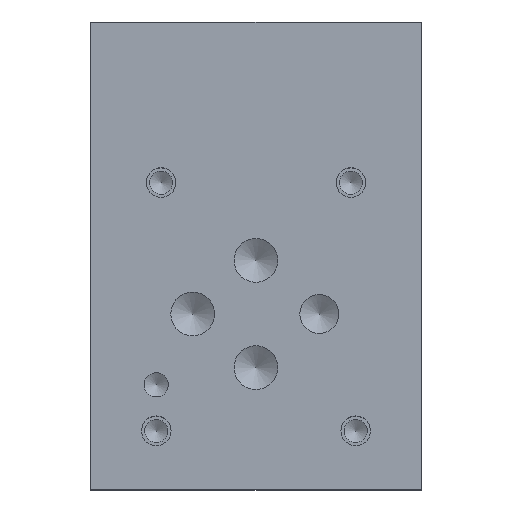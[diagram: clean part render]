
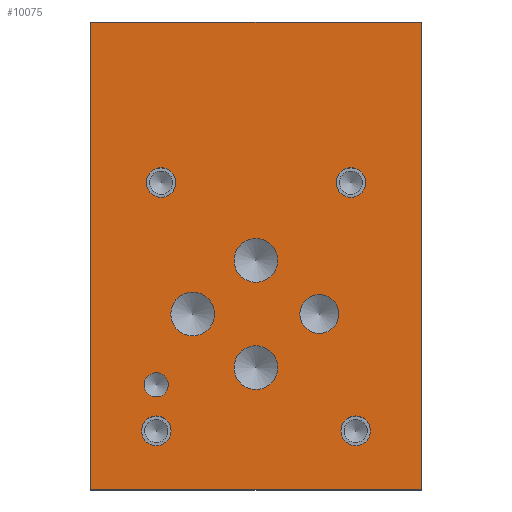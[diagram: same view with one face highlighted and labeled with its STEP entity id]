
A CAD part, top view. The second image highlights one B-rep face of the part: STEP entity #10075.
In plain terms, the highlighted planar face has unit normal (0, 0, 1).
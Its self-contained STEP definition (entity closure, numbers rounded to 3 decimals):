
#78=CIRCLE('',#10391,3.175);
#79=CIRCLE('',#10392,3.175);
#82=CIRCLE('',#10397,3.569);
#83=CIRCLE('',#10398,3.569);
#86=CIRCLE('',#10403,3.569);
#87=CIRCLE('',#10404,3.569);
#90=CIRCLE('',#10409,3.569);
#91=CIRCLE('',#10410,3.569);
#94=CIRCLE('',#10415,1.981);
#95=CIRCLE('',#10416,1.981);
#101=CIRCLE('',#10425,2.413);
#102=CIRCLE('',#10426,2.413);
#108=CIRCLE('',#10436,2.413);
#109=CIRCLE('',#10437,2.413);
#115=CIRCLE('',#10447,2.413);
#116=CIRCLE('',#10448,2.413);
#122=CIRCLE('',#10458,2.413);
#123=CIRCLE('',#10459,2.413);
#369=FACE_BOUND('',#1852,.T.);
#370=FACE_BOUND('',#1853,.T.);
#371=FACE_BOUND('',#1854,.T.);
#372=FACE_BOUND('',#1855,.T.);
#373=FACE_BOUND('',#1856,.T.);
#374=FACE_BOUND('',#1857,.T.);
#375=FACE_BOUND('',#1858,.T.);
#376=FACE_BOUND('',#1859,.T.);
#377=FACE_BOUND('',#1860,.T.);
#1269=FACE_OUTER_BOUND('',#1851,.T.);
#1851=EDGE_LOOP('',(#8849,#8850,#8851,#8852));
#1852=EDGE_LOOP('',(#8853,#8854));
#1853=EDGE_LOOP('',(#8855,#8856));
#1854=EDGE_LOOP('',(#8857,#8858));
#1855=EDGE_LOOP('',(#8859,#8860));
#1856=EDGE_LOOP('',(#8861,#8862));
#1857=EDGE_LOOP('',(#8863,#8864));
#1858=EDGE_LOOP('',(#8865,#8866));
#1859=EDGE_LOOP('',(#8867,#8868));
#1860=EDGE_LOOP('',(#8869,#8870));
#2139=LINE('',#14858,#3085);
#2629=LINE('',#16372,#3575);
#2687=LINE('',#16643,#3633);
#2807=LINE('',#17282,#3753);
#3085=VECTOR('',#11111,10.);
#3575=VECTOR('',#11953,10.);
#3633=VECTOR('',#12065,10.);
#3753=VECTOR('',#12797,10.);
#4058=VERTEX_POINT('',#14855);
#4059=VERTEX_POINT('',#14857);
#4427=VERTEX_POINT('',#16370);
#4485=VERTEX_POINT('',#16642);
#4513=VERTEX_POINT('',#16718);
#4514=VERTEX_POINT('',#16719);
#4518=VERTEX_POINT('',#16731);
#4519=VERTEX_POINT('',#16732);
#4523=VERTEX_POINT('',#16744);
#4524=VERTEX_POINT('',#16745);
#4528=VERTEX_POINT('',#16757);
#4529=VERTEX_POINT('',#16758);
#4533=VERTEX_POINT('',#16770);
#4534=VERTEX_POINT('',#16771);
#4541=VERTEX_POINT('',#16790);
#4542=VERTEX_POINT('',#16791);
#4549=VERTEX_POINT('',#16812);
#4550=VERTEX_POINT('',#16813);
#4557=VERTEX_POINT('',#16834);
#4558=VERTEX_POINT('',#16835);
#4565=VERTEX_POINT('',#16856);
#4566=VERTEX_POINT('',#16857);
#5154=EDGE_CURVE('',#4059,#4058,#2139,.T.);
#5706=EDGE_CURVE('',#4058,#4427,#2629,.T.);
#5788=EDGE_CURVE('',#4485,#4059,#2687,.T.);
#5825=EDGE_CURVE('',#4513,#4514,#78,.T.);
#5826=EDGE_CURVE('',#4514,#4513,#79,.T.);
#5831=EDGE_CURVE('',#4518,#4519,#82,.T.);
#5832=EDGE_CURVE('',#4519,#4518,#83,.T.);
#5837=EDGE_CURVE('',#4523,#4524,#86,.T.);
#5838=EDGE_CURVE('',#4524,#4523,#87,.T.);
#5843=EDGE_CURVE('',#4528,#4529,#90,.T.);
#5844=EDGE_CURVE('',#4529,#4528,#91,.T.);
#5849=EDGE_CURVE('',#4533,#4534,#94,.T.);
#5850=EDGE_CURVE('',#4534,#4533,#95,.T.);
#5858=EDGE_CURVE('',#4541,#4542,#101,.T.);
#5859=EDGE_CURVE('',#4542,#4541,#102,.T.);
#5868=EDGE_CURVE('',#4549,#4550,#108,.T.);
#5869=EDGE_CURVE('',#4550,#4549,#109,.T.);
#5878=EDGE_CURVE('',#4557,#4558,#115,.T.);
#5879=EDGE_CURVE('',#4558,#4557,#116,.T.);
#5888=EDGE_CURVE('',#4565,#4566,#122,.T.);
#5889=EDGE_CURVE('',#4566,#4565,#123,.T.);
#6090=EDGE_CURVE('',#4427,#4485,#2807,.T.);
#8849=ORIENTED_EDGE('',*,*,#5154,.T.);
#8850=ORIENTED_EDGE('',*,*,#5706,.T.);
#8851=ORIENTED_EDGE('',*,*,#6090,.T.);
#8852=ORIENTED_EDGE('',*,*,#5788,.T.);
#8853=ORIENTED_EDGE('',*,*,#5825,.T.);
#8854=ORIENTED_EDGE('',*,*,#5826,.T.);
#8855=ORIENTED_EDGE('',*,*,#5831,.T.);
#8856=ORIENTED_EDGE('',*,*,#5832,.T.);
#8857=ORIENTED_EDGE('',*,*,#5837,.T.);
#8858=ORIENTED_EDGE('',*,*,#5838,.T.);
#8859=ORIENTED_EDGE('',*,*,#5843,.T.);
#8860=ORIENTED_EDGE('',*,*,#5844,.T.);
#8861=ORIENTED_EDGE('',*,*,#5849,.T.);
#8862=ORIENTED_EDGE('',*,*,#5850,.T.);
#8863=ORIENTED_EDGE('',*,*,#5858,.T.);
#8864=ORIENTED_EDGE('',*,*,#5859,.T.);
#8865=ORIENTED_EDGE('',*,*,#5868,.T.);
#8866=ORIENTED_EDGE('',*,*,#5869,.T.);
#8867=ORIENTED_EDGE('',*,*,#5878,.T.);
#8868=ORIENTED_EDGE('',*,*,#5879,.T.);
#8869=ORIENTED_EDGE('',*,*,#5888,.T.);
#8870=ORIENTED_EDGE('',*,*,#5889,.T.);
#9171=PLANE('',#10678);
#10075=ADVANCED_FACE('',(#1269,#369,#370,#371,#372,#373,#374,#375,#376,
#377),#9171,.T.);
#10391=AXIS2_PLACEMENT_3D('',#16720,#12134,#12135);
#10392=AXIS2_PLACEMENT_3D('',#16721,#12136,#12137);
#10397=AXIS2_PLACEMENT_3D('',#16733,#12148,#12149);
#10398=AXIS2_PLACEMENT_3D('',#16734,#12150,#12151);
#10403=AXIS2_PLACEMENT_3D('',#16746,#12162,#12163);
#10404=AXIS2_PLACEMENT_3D('',#16747,#12164,#12165);
#10409=AXIS2_PLACEMENT_3D('',#16759,#12176,#12177);
#10410=AXIS2_PLACEMENT_3D('',#16760,#12178,#12179);
#10415=AXIS2_PLACEMENT_3D('',#16772,#12190,#12191);
#10416=AXIS2_PLACEMENT_3D('',#16773,#12192,#12193);
#10425=AXIS2_PLACEMENT_3D('',#16792,#12212,#12213);
#10426=AXIS2_PLACEMENT_3D('',#16793,#12214,#12215);
#10436=AXIS2_PLACEMENT_3D('',#16814,#12237,#12238);
#10437=AXIS2_PLACEMENT_3D('',#16815,#12239,#12240);
#10447=AXIS2_PLACEMENT_3D('',#16836,#12262,#12263);
#10448=AXIS2_PLACEMENT_3D('',#16837,#12264,#12265);
#10458=AXIS2_PLACEMENT_3D('',#16858,#12287,#12288);
#10459=AXIS2_PLACEMENT_3D('',#16859,#12289,#12290);
#10678=AXIS2_PLACEMENT_3D('',#17285,#12802,#12803);
#11111=DIRECTION('',(1.,0.,0.));
#11953=DIRECTION('',(0.,1.,0.));
#12065=DIRECTION('',(0.,-1.,0.));
#12134=DIRECTION('center_axis',(0.,0.,-1.));
#12135=DIRECTION('ref_axis',(1.,0.,0.));
#12136=DIRECTION('center_axis',(0.,0.,-1.));
#12137=DIRECTION('ref_axis',(1.,0.,0.));
#12148=DIRECTION('center_axis',(0.,0.,-1.));
#12149=DIRECTION('ref_axis',(1.,0.,0.));
#12150=DIRECTION('center_axis',(0.,0.,-1.));
#12151=DIRECTION('ref_axis',(1.,0.,0.));
#12162=DIRECTION('center_axis',(0.,0.,-1.));
#12163=DIRECTION('ref_axis',(1.,0.,0.));
#12164=DIRECTION('center_axis',(0.,0.,-1.));
#12165=DIRECTION('ref_axis',(1.,0.,0.));
#12176=DIRECTION('center_axis',(0.,0.,-1.));
#12177=DIRECTION('ref_axis',(1.,0.,0.));
#12178=DIRECTION('center_axis',(0.,0.,-1.));
#12179=DIRECTION('ref_axis',(1.,0.,0.));
#12190=DIRECTION('center_axis',(0.,0.,-1.));
#12191=DIRECTION('ref_axis',(1.,0.,0.));
#12192=DIRECTION('center_axis',(0.,0.,-1.));
#12193=DIRECTION('ref_axis',(1.,0.,0.));
#12212=DIRECTION('center_axis',(0.,0.,-1.));
#12213=DIRECTION('ref_axis',(1.,0.,0.));
#12214=DIRECTION('center_axis',(0.,0.,-1.));
#12215=DIRECTION('ref_axis',(1.,0.,0.));
#12237=DIRECTION('center_axis',(0.,0.,-1.));
#12238=DIRECTION('ref_axis',(1.,0.,0.));
#12239=DIRECTION('center_axis',(0.,0.,-1.));
#12240=DIRECTION('ref_axis',(1.,0.,0.));
#12262=DIRECTION('center_axis',(0.,0.,-1.));
#12263=DIRECTION('ref_axis',(1.,0.,0.));
#12264=DIRECTION('center_axis',(0.,0.,-1.));
#12265=DIRECTION('ref_axis',(1.,0.,0.));
#12287=DIRECTION('center_axis',(0.,0.,-1.));
#12288=DIRECTION('ref_axis',(1.,0.,0.));
#12289=DIRECTION('center_axis',(0.,0.,-1.));
#12290=DIRECTION('ref_axis',(1.,0.,0.));
#12797=DIRECTION('',(-1.,0.,0.));
#12802=DIRECTION('center_axis',(0.,0.,1.));
#12803=DIRECTION('ref_axis',(1.,0.,0.));
#14855=CARTESIAN_POINT('',(53.975,0.,76.2));
#14857=CARTESIAN_POINT('',(0.,0.,76.2));
#14858=CARTESIAN_POINT('',(0.,0.,76.2));
#16370=CARTESIAN_POINT('',(53.975,76.2,76.2));
#16372=CARTESIAN_POINT('',(53.975,0.,76.2));
#16642=CARTESIAN_POINT('',(0.,76.2,76.2));
#16643=CARTESIAN_POINT('',(0.,76.2,76.2));
#16718=CARTESIAN_POINT('',(40.488,28.575,76.2));
#16719=CARTESIAN_POINT('',(34.138,28.575,76.2));
#16720=CARTESIAN_POINT('Origin',(37.313,28.575,76.2));
#16721=CARTESIAN_POINT('Origin',(37.313,28.575,76.2));
#16731=CARTESIAN_POINT('',(30.544,37.313,76.2));
#16732=CARTESIAN_POINT('',(23.406,37.313,76.2));
#16733=CARTESIAN_POINT('Origin',(26.975,37.313,76.2));
#16734=CARTESIAN_POINT('Origin',(26.975,37.313,76.2));
#16744=CARTESIAN_POINT('',(20.231,28.575,76.2));
#16745=CARTESIAN_POINT('',(13.094,28.575,76.2));
#16746=CARTESIAN_POINT('Origin',(16.662,28.575,76.2));
#16747=CARTESIAN_POINT('Origin',(16.662,28.575,76.2));
#16757=CARTESIAN_POINT('',(30.544,19.837,76.2));
#16758=CARTESIAN_POINT('',(23.406,19.837,76.2));
#16759=CARTESIAN_POINT('Origin',(26.975,19.837,76.2));
#16760=CARTESIAN_POINT('Origin',(26.975,19.837,76.2));
#16770=CARTESIAN_POINT('',(12.7,17.018,76.2));
#16771=CARTESIAN_POINT('',(8.738,17.018,76.2));
#16772=CARTESIAN_POINT('Origin',(10.719,17.018,76.2));
#16773=CARTESIAN_POINT('Origin',(10.719,17.018,76.2));
#16790=CARTESIAN_POINT('',(45.669,9.525,76.2));
#16791=CARTESIAN_POINT('',(40.843,9.525,76.2));
#16792=CARTESIAN_POINT('Origin',(43.256,9.525,76.2));
#16793=CARTESIAN_POINT('Origin',(43.256,9.525,76.2));
#16812=CARTESIAN_POINT('',(13.919,50.013,76.2));
#16813=CARTESIAN_POINT('',(9.093,50.013,76.2));
#16814=CARTESIAN_POINT('Origin',(11.506,50.013,76.2));
#16815=CARTESIAN_POINT('Origin',(11.506,50.013,76.2));
#16834=CARTESIAN_POINT('',(44.882,50.013,76.2));
#16835=CARTESIAN_POINT('',(40.056,50.013,76.2));
#16836=CARTESIAN_POINT('Origin',(42.469,50.013,76.2));
#16837=CARTESIAN_POINT('Origin',(42.469,50.013,76.2));
#16856=CARTESIAN_POINT('',(13.132,9.525,76.2));
#16857=CARTESIAN_POINT('',(8.306,9.525,76.2));
#16858=CARTESIAN_POINT('Origin',(10.719,9.525,76.2));
#16859=CARTESIAN_POINT('Origin',(10.719,9.525,76.2));
#17282=CARTESIAN_POINT('',(53.975,76.2,76.2));
#17285=CARTESIAN_POINT('Origin',(26.988,38.1,76.2));
